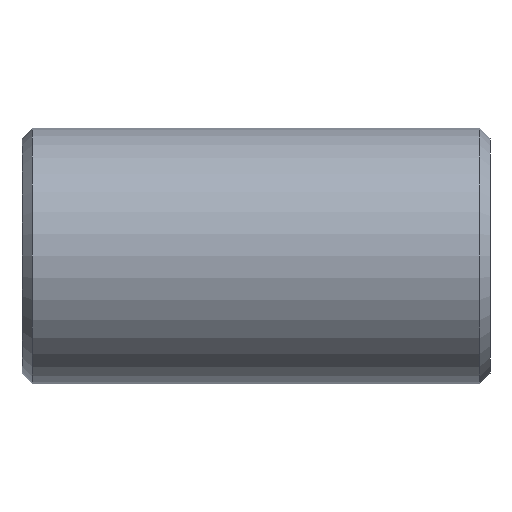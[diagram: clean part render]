
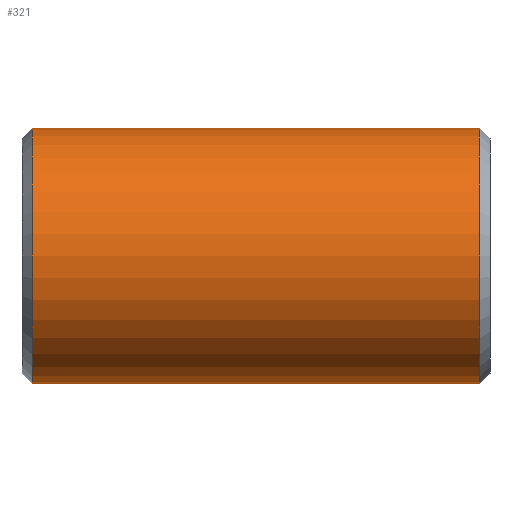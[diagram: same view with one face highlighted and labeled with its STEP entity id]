
A CAD part, front view. The second image highlights one B-rep face of the part: STEP entity #321.
In plain terms, the highlighted cylindrical face has radius 57.15 mm (diameter 114.3 mm), a partial arc.
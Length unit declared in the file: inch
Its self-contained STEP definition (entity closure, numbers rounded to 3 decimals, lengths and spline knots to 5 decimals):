
#4 = CARTESIAN_POINT ( 'NONE',  ( 4.12, 0., 0. ) ) ;
#11 = CARTESIAN_POINT ( 'NONE',  ( 4.12, 0., -2.25 ) ) ;
#20 = VECTOR ( 'NONE', #22, 39.37008 ) ;
#22 = DIRECTION ( 'NONE',  ( -1., 0., 0. ) ) ;
#37 = CIRCLE ( 'NONE', #166, 2.25 ) ;
#45 = DIRECTION ( 'NONE',  ( 0., 0., 1. ) ) ;
#65 = EDGE_CURVE ( 'NONE', #81, #275, #125, .T. ) ;
#71 = CARTESIAN_POINT ( 'NONE',  ( 3.943, 0., 0. ) ) ;
#81 = VERTEX_POINT ( 'NONE', #436 ) ;
#89 = CARTESIAN_POINT ( 'NONE',  ( 0., 0., -2.25 ) ) ;
#91 = EDGE_LOOP ( 'NONE', ( #135, #409, #315, #241, #368, #229 ) ) ;
#99 = CARTESIAN_POINT ( 'NONE',  ( 0., 0., 2.25 ) ) ;
#125 = CIRCLE ( 'NONE', #460, 2.25 ) ;
#134 = CARTESIAN_POINT ( 'NONE',  ( -3.943, 0., -2.25 ) ) ;
#135 = ORIENTED_EDGE ( 'NONE', *, *, #585, .F. ) ;
#136 = CARTESIAN_POINT ( 'NONE',  ( 4.12, 0., 2.25 ) ) ;
#151 = DIRECTION ( 'NONE',  ( -1., 0., 0. ) ) ;
#166 = AXIS2_PLACEMENT_3D ( 'NONE', #316, #395, #358 ) ;
#179 = VERTEX_POINT ( 'NONE', #134 ) ;
#185 = EDGE_CURVE ( 'NONE', #275, #377, #314, .T. ) ;
#187 = EDGE_CURVE ( 'NONE', #411, #179, #37, .T. ) ;
#191 = FACE_OUTER_BOUND ( 'NONE', #91, .T. ) ;
#196 = CYLINDRICAL_SURFACE ( 'NONE', #337, 2.25 ) ;
#229 = ORIENTED_EDGE ( 'NONE', *, *, #507, .F. ) ;
#241 = ORIENTED_EDGE ( 'NONE', *, *, #273, .T. ) ;
#260 = VERTEX_POINT ( 'NONE', #89 ) ;
#273 = EDGE_CURVE ( 'NONE', #377, #411, #495, .T. ) ;
#275 = VERTEX_POINT ( 'NONE', #531 ) ;
#306 = DIRECTION ( 'NONE',  ( -1., 0., 0. ) ) ;
#314 = LINE ( 'NONE', #405, #371 ) ;
#315 = ORIENTED_EDGE ( 'NONE', *, *, #185, .T. ) ;
#316 = CARTESIAN_POINT ( 'NONE',  ( -3.943, 0., 0. ) ) ;
#321 = ADVANCED_FACE ( 'NONE', ( #191 ), #196, .T. ) ;
#333 = CARTESIAN_POINT ( 'NONE',  ( -3.943, 0., 2.25 ) ) ;
#337 = AXIS2_PLACEMENT_3D ( 'NONE', #4, #151, #45 ) ;
#358 = DIRECTION ( 'NONE',  ( 0., 0., 1. ) ) ;
#368 = ORIENTED_EDGE ( 'NONE', *, *, #187, .T. ) ;
#371 = VECTOR ( 'NONE', #306, 39.37008 ) ;
#377 = VERTEX_POINT ( 'NONE', #99 ) ;
#386 = VECTOR ( 'NONE', #440, 39.37008 ) ;
#390 = LINE ( 'NONE', #11, #386 ) ;
#393 = DIRECTION ( 'NONE',  ( -1., 0., 0. ) ) ;
#395 = DIRECTION ( 'NONE',  ( 1., 0., 0. ) ) ;
#405 = CARTESIAN_POINT ( 'NONE',  ( 4.12, 0., 2.25 ) ) ;
#409 = ORIENTED_EDGE ( 'NONE', *, *, #65, .T. ) ;
#411 = VERTEX_POINT ( 'NONE', #333 ) ;
#428 = LINE ( 'NONE', #525, #20 ) ;
#433 = DIRECTION ( 'NONE',  ( 0., 0., -1. ) ) ;
#436 = CARTESIAN_POINT ( 'NONE',  ( 3.943, 0., -2.25 ) ) ;
#440 = DIRECTION ( 'NONE',  ( -1., 0., 0. ) ) ;
#445 = DIRECTION ( 'NONE',  ( -1., 0., 0. ) ) ;
#460 = AXIS2_PLACEMENT_3D ( 'NONE', #71, #393, #433 ) ;
#495 = LINE ( 'NONE', #136, #527 ) ;
#507 = EDGE_CURVE ( 'NONE', #260, #179, #428, .T. ) ;
#525 = CARTESIAN_POINT ( 'NONE',  ( 4.12, 0., -2.25 ) ) ;
#527 = VECTOR ( 'NONE', #445, 39.37008 ) ;
#531 = CARTESIAN_POINT ( 'NONE',  ( 3.943, 0., 2.25 ) ) ;
#585 = EDGE_CURVE ( 'NONE', #81, #260, #390, .T. ) ;
